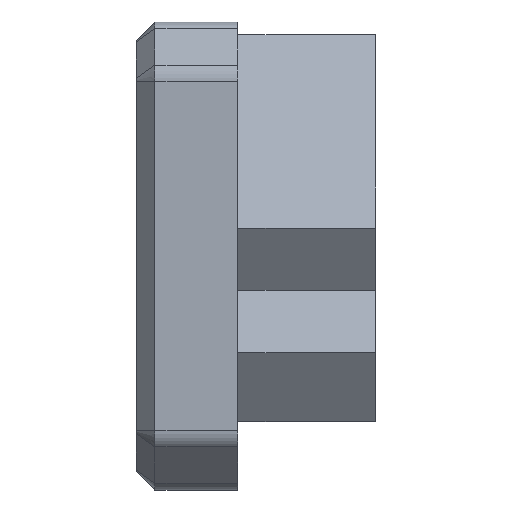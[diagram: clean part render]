
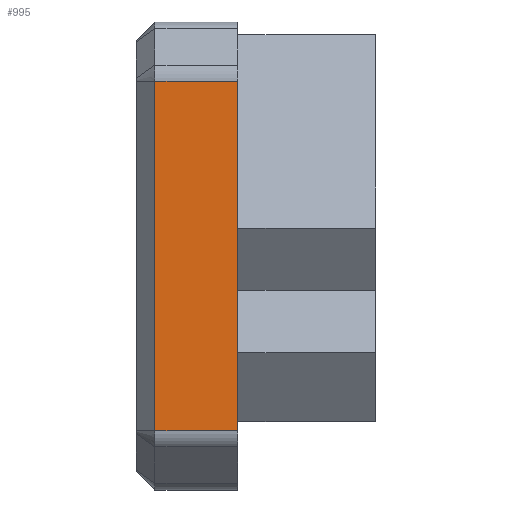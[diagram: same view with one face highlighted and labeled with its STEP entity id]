
A CAD part, left-side view. The second image highlights one B-rep face of the part: STEP entity #995.
In plain terms, the highlighted planar face has unit normal (-1, 0, 0).
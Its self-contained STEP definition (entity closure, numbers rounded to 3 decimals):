
#69=FACE_OUTER_BOUND('',#130,.T.);
#130=EDGE_LOOP('',(#803,#804,#805,#806));
#186=LINE('',#1429,#302);
#230=LINE('',#1528,#346);
#259=LINE('',#1608,#375);
#260=LINE('',#1610,#376);
#302=VECTOR('',#1140,10.);
#346=VECTOR('',#1220,10.);
#375=VECTOR('',#1313,10.);
#376=VECTOR('',#1316,10.);
#425=VERTEX_POINT('',#1426);
#426=VERTEX_POINT('',#1428);
#460=VERTEX_POINT('',#1521);
#463=VERTEX_POINT('',#1526);
#513=EDGE_CURVE('',#425,#426,#186,.T.);
#562=EDGE_CURVE('',#463,#460,#230,.T.);
#603=EDGE_CURVE('',#460,#425,#259,.T.);
#604=EDGE_CURVE('',#463,#426,#260,.T.);
#803=ORIENTED_EDGE('',*,*,#603,.F.);
#804=ORIENTED_EDGE('',*,*,#562,.F.);
#805=ORIENTED_EDGE('',*,*,#604,.T.);
#806=ORIENTED_EDGE('',*,*,#513,.F.);
#938=PLANE('',#1091);
#995=ADVANCED_FACE('',(#69),#938,.F.);
#1091=AXIS2_PLACEMENT_3D('',#1609,#1314,#1315);
#1140=DIRECTION('',(0.,0.,-1.));
#1220=DIRECTION('',(0.,0.,1.));
#1313=DIRECTION('',(0.,-1.,0.));
#1314=DIRECTION('center_axis',(1.,0.,0.));
#1315=DIRECTION('ref_axis',(0.,0.,
1.));
#1316=DIRECTION('',(0.,-1.,0.));
#1426=CARTESIAN_POINT('',(176.69,-145.25,119.634));
#1428=CARTESIAN_POINT('',(176.69,-145.25,112.064));
#1429=CARTESIAN_POINT('',(176.69,-145.25,119.634));
#1521=CARTESIAN_POINT('',(176.69,-143.45,119.634));
#1526=CARTESIAN_POINT('',(176.69,-143.45,112.064));
#1528=CARTESIAN_POINT('',(176.69,-143.45,113.936));
#1608=CARTESIAN_POINT('',(176.69,-143.75,119.634));
#1609=CARTESIAN_POINT('Origin',(176.69,-143.05,112.064));
#1610=CARTESIAN_POINT('',(176.69,-143.75,112.064));
